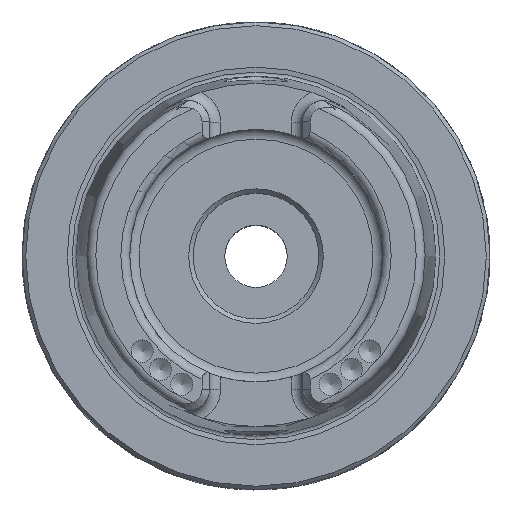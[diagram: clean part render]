
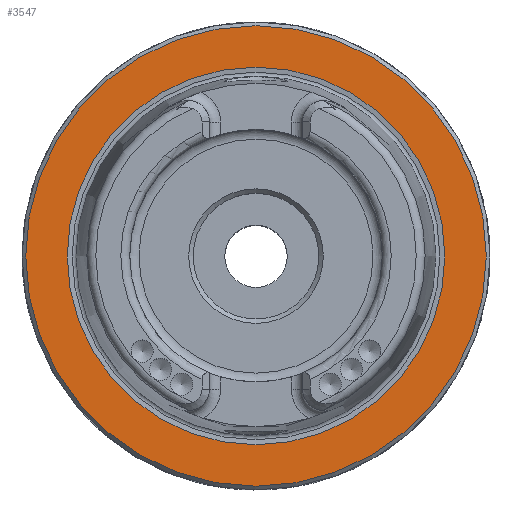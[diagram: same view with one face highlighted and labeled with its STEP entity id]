
A CAD part, top view. The second image highlights one B-rep face of the part: STEP entity #3547.
In plain terms, the highlighted planar face has unit normal (0, 0, 1).
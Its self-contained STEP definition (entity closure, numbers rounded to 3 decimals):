
#318=PLANE('',#3820);
#778=ORIENTED_EDGE('',*,*,#1233,.T.);
#779=ORIENTED_EDGE('',*,*,#1230,.F.);
#1230=EDGE_CURVE('',#1512,#1512,#1707,.T.);
#1233=EDGE_CURVE('',#1515,#1515,#1710,.T.);
#1512=VERTEX_POINT('',#5341);
#1515=VERTEX_POINT('',#5350);
#1707=CIRCLE('',#3815,25.418);
#1710=CIRCLE('',#3821,31.);
#1929=EDGE_LOOP('',(#778));
#1930=EDGE_LOOP('',(#779));
#2182=FACE_BOUND('',#1929,.T.);
#2183=FACE_BOUND('',#1930,.T.);
#3547=ADVANCED_FACE('',(#2182,#2183),#318,.T.);
#3815=AXIS2_PLACEMENT_3D('',#5340,#4369,#4370);
#3820=AXIS2_PLACEMENT_3D('',#5348,#4379,#4380);
#3821=AXIS2_PLACEMENT_3D('',#5349,#4381,#4382);
#4369=DIRECTION('',(0.,0.,1.));
#4370=DIRECTION('',(1.,0.,0.));
#4379=DIRECTION('',(0.,0.,1.));
#4380=DIRECTION('',(1.,0.,0.));
#4381=DIRECTION('',(0.,0.,1.));
#4382=DIRECTION('',(1.,0.,0.));
#5340=CARTESIAN_POINT('',(0.,0.,0.));
#5341=CARTESIAN_POINT('',(25.418,0.,0.));
#5348=CARTESIAN_POINT('',(31.,0.,0.));
#5349=CARTESIAN_POINT('',(0.,0.,0.));
#5350=CARTESIAN_POINT('',(31.,0.,0.));
